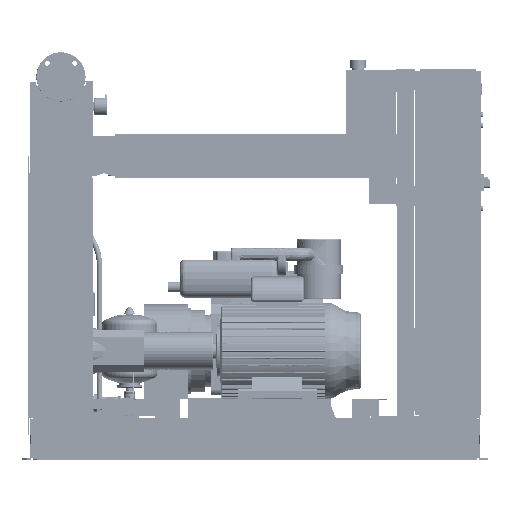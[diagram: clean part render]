
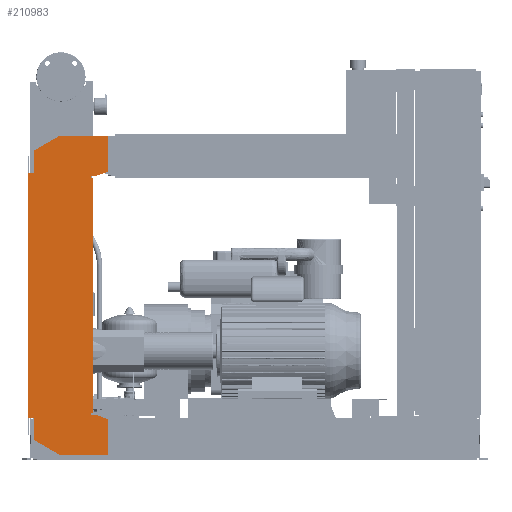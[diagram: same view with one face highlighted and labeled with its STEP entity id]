
A CAD part, front view. The second image highlights one B-rep face of the part: STEP entity #210983.
In plain terms, the highlighted free-form (B-spline) face has degree [1, 1] with [2, 2] control points.
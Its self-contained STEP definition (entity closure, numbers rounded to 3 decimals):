
#210468=CARTESIAN_POINT('',(-102.0,-565.5,1076.0));
#210469=VERTEX_POINT('',#210468);
#210476=CARTESIAN_POINT('',(-102.0,-565.5,1158.574));
#210477=VERTEX_POINT('',#210476);
#210478=CARTESIAN_POINT('',(-102.0,-565.5,1076.0));
#210479=DIRECTION('',(0.0,0.0,1.0));
#210480=VECTOR('',#210479,82.574);
#210481=LINE('',#210478,#210480);
#210482=EDGE_CURVE('',#210469,#210477,#210481,.T.);
#210500=CARTESIAN_POINT('',(-6.,-565.5,1214.0));
#210501=VERTEX_POINT('',#210500);
#210502=CARTESIAN_POINT('',(-102.0,-565.5,1158.574));
#210503=DIRECTION('',(0.866,0.0,0.5));
#210504=VECTOR('',#210503,110.851);
#210505=LINE('',#210502,#210504);
#210506=EDGE_CURVE('',#210477,#210501,#210505,.T.);
#210524=CARTESIAN_POINT('',(177.0,-565.5,1214.0));
#210525=VERTEX_POINT('',#210524);
#210526=CARTESIAN_POINT('',(-6.,-565.5,1214.0));
#210527=DIRECTION('',(1.0,0.0,0.0));
#210528=VECTOR('',#210527,183.0);
#210529=LINE('',#210526,#210528);
#210530=EDGE_CURVE('',#210501,#210525,#210529,.T.);
#210548=CARTESIAN_POINT('',(177.0,-565.5,1080.379));
#210549=VERTEX_POINT('',#210548);
#210550=CARTESIAN_POINT('',(177.0,-565.5,1214.0));
#210551=DIRECTION('',(0.0,0.0,-1.0));
#210552=VECTOR('',#210551,133.621);
#210553=LINE('',#210550,#210552);
#210554=EDGE_CURVE('',#210525,#210549,#210553,.T.);
#210572=CARTESIAN_POINT('',(132.,-565.5,1064.0));
#210573=VERTEX_POINT('',#210572);
#210574=CARTESIAN_POINT('',(177.0,-565.5,1080.379));
#210575=DIRECTION('',(-0.94,0.0,-0.342));
#210576=VECTOR('',#210575,47.888);
#210577=LINE('',#210574,#210576);
#210578=EDGE_CURVE('',#210549,#210573,#210577,.T.);
#210596=CARTESIAN_POINT('',(112.0,-565.5,1064.0));
#210597=VERTEX_POINT('',#210596);
#210598=CARTESIAN_POINT('',(132.,-565.5,1064.0));
#210599=DIRECTION('',(-1.0,0.0,0.0));
#210600=VECTOR('',#210599,20.);
#210601=LINE('',#210598,#210600);
#210602=EDGE_CURVE('',#210573,#210597,#210601,.T.);
#210620=CARTESIAN_POINT('',(112.0,-565.5,1056.0));
#210621=VERTEX_POINT('',#210620);
#210622=CARTESIAN_POINT('',(112.0,-565.5,1064.0));
#210623=DIRECTION('',(0.0,0.0,-1.0));
#210624=VECTOR('',#210623,8.0);
#210625=LINE('',#210622,#210624);
#210626=EDGE_CURVE('',#210597,#210621,#210625,.T.);
#210644=CARTESIAN_POINT('',(120.,-565.5,1056.0));
#210645=VERTEX_POINT('',#210644);
#210646=CARTESIAN_POINT('',(112.0,-565.5,1056.0));
#210647=DIRECTION('',(1.0,0.0,0.0));
#210648=VECTOR('',#210647,8.);
#210649=LINE('',#210646,#210648);
#210650=EDGE_CURVE('',#210621,#210645,#210649,.T.);
#210668=CARTESIAN_POINT('',(120.,-565.5,176.));
#210669=VERTEX_POINT('',#210668);
#210680=CARTESIAN_POINT('',(120.,-565.5,1056.0));
#210681=DIRECTION('',(0.0,0.0,-1.0));
#210682=VECTOR('',#210681,880.);
#210683=LINE('',#210680,#210682);
#210684=EDGE_CURVE('',#210645,#210669,#210683,.T.);
#210698=CARTESIAN_POINT('',(112.,-565.5,176.));
#210699=VERTEX_POINT('',#210698);
#210700=CARTESIAN_POINT('',(120.,-565.5,176.));
#210701=DIRECTION('',(-1.0,0.0,0.0));
#210702=VECTOR('',#210701,8.);
#210703=LINE('',#210700,#210702);
#210704=EDGE_CURVE('',#210669,#210699,#210703,.T.);
#210722=CARTESIAN_POINT('',(112.,-565.5,168.));
#210723=VERTEX_POINT('',#210722);
#210724=CARTESIAN_POINT('',(112.,-565.5,176.));
#210725=DIRECTION('',(0.0,0.0,-1.0));
#210726=VECTOR('',#210725,8.0);
#210727=LINE('',#210724,#210726);
#210728=EDGE_CURVE('',#210699,#210723,#210727,.T.);
#210746=CARTESIAN_POINT('',(132.,-565.5,168.));
#210747=VERTEX_POINT('',#210746);
#210748=CARTESIAN_POINT('',(112.,-565.5,168.));
#210749=DIRECTION('',(1.0,0.0,0.0));
#210750=VECTOR('',#210749,20.0);
#210751=LINE('',#210748,#210750);
#210752=EDGE_CURVE('',#210723,#210747,#210751,.T.);
#210770=CARTESIAN_POINT('',(177.,-565.5,151.621));
#210771=VERTEX_POINT('',#210770);
#210772=CARTESIAN_POINT('',(132.,-565.5,168.));
#210773=DIRECTION('',(0.94,0.0,-0.342));
#210774=VECTOR('',#210773,47.888);
#210775=LINE('',#210772,#210774);
#210776=EDGE_CURVE('',#210747,#210771,#210775,.T.);
#210794=CARTESIAN_POINT('',(177.,-565.5,18.0));
#210795=VERTEX_POINT('',#210794);
#210796=CARTESIAN_POINT('',(177.,-565.5,151.621));
#210797=DIRECTION('',(0.0,0.0,-1.0));
#210798=VECTOR('',#210797,133.621);
#210799=LINE('',#210796,#210798);
#210800=EDGE_CURVE('',#210771,#210795,#210799,.T.);
#210818=CARTESIAN_POINT('',(-4.,-565.5,18.0));
#210819=VERTEX_POINT('',#210818);
#210820=CARTESIAN_POINT('',(177.,-565.5,18.0));
#210821=DIRECTION('',(-1.0,0.0,0.0));
#210822=VECTOR('',#210821,181.);
#210823=LINE('',#210820,#210822);
#210824=EDGE_CURVE('',#210795,#210819,#210823,.T.);
#210842=CARTESIAN_POINT('',(-102.,-565.5,74.58));
#210843=VERTEX_POINT('',#210842);
#210844=CARTESIAN_POINT('',(-4.,-565.5,18.0));
#210845=DIRECTION('',(-0.866,0.0,0.5));
#210846=VECTOR('',#210845,113.161);
#210847=LINE('',#210844,#210846);
#210848=EDGE_CURVE('',#210819,#210843,#210847,.T.);
#210866=CARTESIAN_POINT('',(-102.,-565.5,156.0));
#210867=VERTEX_POINT('',#210866);
#210868=CARTESIAN_POINT('',(-102.,-565.5,74.58));
#210869=DIRECTION('',(0.0,0.0,1.0));
#210870=VECTOR('',#210869,81.42);
#210871=LINE('',#210868,#210870);
#210872=EDGE_CURVE('',#210843,#210867,#210871,.T.);
#210890=CARTESIAN_POINT('',(-122.,-565.5,156.0));
#210891=VERTEX_POINT('',#210890);
#210892=CARTESIAN_POINT('',(-102.,-565.5,156.0));
#210893=DIRECTION('',(-1.0,0.0,0.0));
#210894=VECTOR('',#210893,20.0);
#210895=LINE('',#210892,#210894);
#210896=EDGE_CURVE('',#210867,#210891,#210895,.T.);
#210914=CARTESIAN_POINT('',(-122.0,-565.5,1076.0));
#210915=VERTEX_POINT('',#210914);
#210928=CARTESIAN_POINT('',(-122.,-565.5,156.0));
#210929=DIRECTION('',(0.0,0.0,1.0));
#210930=VECTOR('',#210929,920.0);
#210931=LINE('',#210928,#210930);
#210932=EDGE_CURVE('',#210891,#210915,#210931,.T.);
#210946=CARTESIAN_POINT('',(-122.0,-565.5,1076.0));
#210947=DIRECTION('',(1.0,0.0,0.0));
#210948=VECTOR('',#210947,20.0);
#210949=LINE('',#210946,#210948);
#210950=EDGE_CURVE('',#210915,#210469,#210949,.T.);
#210956=CARTESIAN_POINT('',(-122.,-565.5,18.0));
#210957=CARTESIAN_POINT('',(177.0,-565.5,18.0));
#210958=CARTESIAN_POINT('',(-122.,-565.5,1214.0));
#210959=CARTESIAN_POINT('',(177.0,-565.5,1214.0));
#210960=B_SPLINE_SURFACE_WITH_KNOTS('',1,1,((#210956,#210958),(#210957,#210959)),.UNSPECIFIED.,.F.,.F.,.U.,(2,2),(2,2),(0.0,299.),(0.0,1196.0),.UNSPECIFIED.);
#210961=ORIENTED_EDGE('',*,*,#210950,.F.);
#210962=ORIENTED_EDGE('',*,*,#210932,.F.);
#210963=ORIENTED_EDGE('',*,*,#210896,.F.);
#210964=ORIENTED_EDGE('',*,*,#210872,.F.);
#210965=ORIENTED_EDGE('',*,*,#210848,.F.);
#210966=ORIENTED_EDGE('',*,*,#210824,.F.);
#210967=ORIENTED_EDGE('',*,*,#210800,.F.);
#210968=ORIENTED_EDGE('',*,*,#210776,.F.);
#210969=ORIENTED_EDGE('',*,*,#210752,.F.);
#210970=ORIENTED_EDGE('',*,*,#210728,.F.);
#210971=ORIENTED_EDGE('',*,*,#210704,.F.);
#210972=ORIENTED_EDGE('',*,*,#210684,.F.);
#210973=ORIENTED_EDGE('',*,*,#210650,.F.);
#210974=ORIENTED_EDGE('',*,*,#210626,.F.);
#210975=ORIENTED_EDGE('',*,*,#210602,.F.);
#210976=ORIENTED_EDGE('',*,*,#210578,.F.);
#210977=ORIENTED_EDGE('',*,*,#210554,.F.);
#210978=ORIENTED_EDGE('',*,*,#210530,.F.);
#210979=ORIENTED_EDGE('',*,*,#210506,.F.);
#210980=ORIENTED_EDGE('',*,*,#210482,.F.);
#210981=EDGE_LOOP('',(#210961,#210962,#210963,#210964,#210965,#210966,#210967,#210968,#210969,#210970,#210971,#210972,#210973,#210974,#210975,#210976,#210977,#210978,#210979,#210980));
#210982=FACE_OUTER_BOUND('',#210981,.T.);
#210983=ADVANCED_FACE('',(#210982),#210960,.T.);
